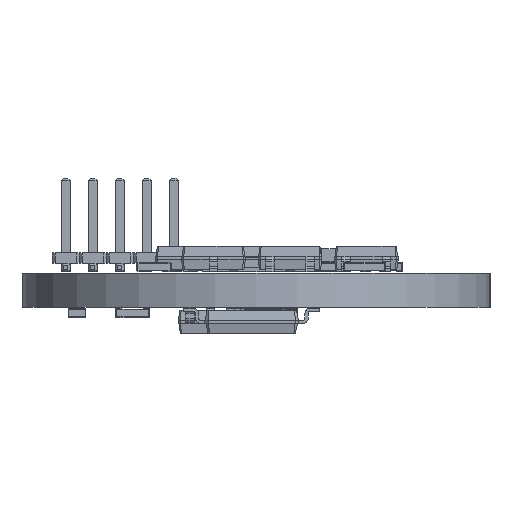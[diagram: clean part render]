
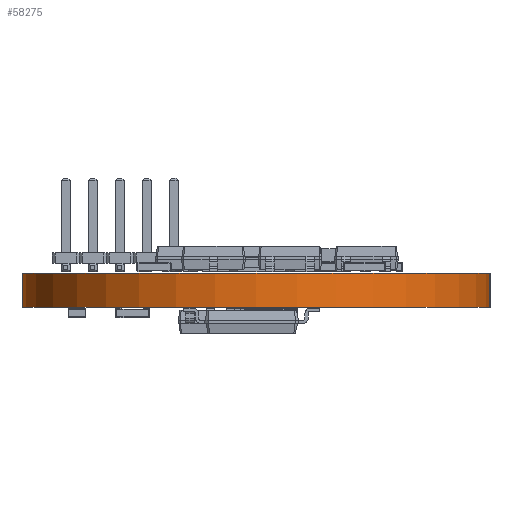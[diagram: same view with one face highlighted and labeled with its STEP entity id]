
A CAD part, left-side view. The second image highlights one B-rep face of the part: STEP entity #58275.
In plain terms, the highlighted cylindrical face has radius 11 mm (diameter 22 mm), a partial arc.
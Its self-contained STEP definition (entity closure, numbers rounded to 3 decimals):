
#57521 = PLANE('',#57522);
#57522 = AXIS2_PLACEMENT_3D('',#57523,#57524,#57525);
#57523 = CARTESIAN_POINT('',(101.,-121.,0.));
#57524 = DIRECTION('',(0.,1.,0.));
#57525 = DIRECTION('',(1.,0.,0.));
#57550 = PLANE('',#57551);
#57551 = AXIS2_PLACEMENT_3D('',#57552,#57553,#57554);
#57552 = CARTESIAN_POINT('',(140.,-110.,1.6));
#57553 = DIRECTION('',(0.,0.,1.));
#57554 = DIRECTION('',(1.,0.,0.));
#57578 = PLANE('',#57579);
#57579 = AXIS2_PLACEMENT_3D('',#57580,#57581,#57582);
#57580 = CARTESIAN_POINT('',(179.,-99.,0.));
#57581 = DIRECTION('',(0.,-1.,0.));
#57582 = DIRECTION('',(-1.,0.,0.));
#57605 = PLANE('',#57606);
#57606 = AXIS2_PLACEMENT_3D('',#57607,#57608,#57609);
#57607 = CARTESIAN_POINT('',(140.,-110.,0.));
#57608 = DIRECTION('',(0.,0.,1.));
#57609 = DIRECTION('',(1.,0.,0.));
#57620 = EDGE_CURVE('',#57621,#57623,#57625,.T.);
#57621 = VERTEX_POINT('',#57622);
#57622 = CARTESIAN_POINT('',(101.,-121.,0.));
#57623 = VERTEX_POINT('',#57624);
#57624 = CARTESIAN_POINT('',(101.,-121.,1.6));
#57625 = SURFACE_CURVE('',#57626,(#57630,#57637),.PCURVE_S1.);
#57626 = LINE('',#57627,#57628);
#57627 = CARTESIAN_POINT('',(101.,-121.,0.));
#57628 = VECTOR('',#57629,1.);
#57629 = DIRECTION('',(0.,0.,1.));
#57630 = PCURVE('',#57521,#57631);
#57631 = DEFINITIONAL_REPRESENTATION('',(#57632),#57636);
#57632 = LINE('',#57633,#57634);
#57633 = CARTESIAN_POINT('',(0.,0.));
#57634 = VECTOR('',#57635,1.);
#57635 = DIRECTION('',(0.,-1.));
#57636 = ( GEOMETRIC_REPRESENTATION_CONTEXT(2) 
PARAMETRIC_REPRESENTATION_CONTEXT() REPRESENTATION_CONTEXT('2D SPACE',''
  ) );
#57637 = PCURVE('',#57638,#57643);
#57638 = CYLINDRICAL_SURFACE('',#57639,11.);
#57639 = AXIS2_PLACEMENT_3D('',#57640,#57641,#57642);
#57640 = CARTESIAN_POINT('',(101.,-110.,0.));
#57641 = DIRECTION('',(0.,0.,-1.));
#57642 = DIRECTION('',(1.,0.,0.));
#57643 = DEFINITIONAL_REPRESENTATION('',(#57644),#57648);
#57644 = LINE('',#57645,#57646);
#57645 = CARTESIAN_POINT('',(-4.712,0.));
#57646 = VECTOR('',#57647,1.);
#57647 = DIRECTION('',(0.,-1.));
#57648 = ( GEOMETRIC_REPRESENTATION_CONTEXT(2) 
PARAMETRIC_REPRESENTATION_CONTEXT() REPRESENTATION_CONTEXT('2D SPACE',''
  ) );
#57698 = VERTEX_POINT('',#57699);
#57699 = CARTESIAN_POINT('',(101.,-99.,1.6));
#57720 = EDGE_CURVE('',#57721,#57698,#57723,.T.);
#57721 = VERTEX_POINT('',#57722);
#57722 = CARTESIAN_POINT('',(101.,-99.,0.));
#57723 = SURFACE_CURVE('',#57724,(#57728,#57735),.PCURVE_S1.);
#57724 = LINE('',#57725,#57726);
#57725 = CARTESIAN_POINT('',(101.,-99.,0.));
#57726 = VECTOR('',#57727,1.);
#57727 = DIRECTION('',(0.,0.,1.));
#57728 = PCURVE('',#57578,#57729);
#57729 = DEFINITIONAL_REPRESENTATION('',(#57730),#57734);
#57730 = LINE('',#57731,#57732);
#57731 = CARTESIAN_POINT('',(78.,0.));
#57732 = VECTOR('',#57733,1.);
#57733 = DIRECTION('',(0.,-1.));
#57734 = ( GEOMETRIC_REPRESENTATION_CONTEXT(2) 
PARAMETRIC_REPRESENTATION_CONTEXT() REPRESENTATION_CONTEXT('2D SPACE',''
  ) );
#57735 = PCURVE('',#57638,#57736);
#57736 = DEFINITIONAL_REPRESENTATION('',(#57737),#57741);
#57737 = LINE('',#57738,#57739);
#57738 = CARTESIAN_POINT('',(-1.571,0.));
#57739 = VECTOR('',#57740,1.);
#57740 = DIRECTION('',(0.,-1.));
#57741 = ( GEOMETRIC_REPRESENTATION_CONTEXT(2) 
PARAMETRIC_REPRESENTATION_CONTEXT() REPRESENTATION_CONTEXT('2D SPACE',''
  ) );
#57769 = EDGE_CURVE('',#57721,#57621,#57770,.T.);
#57770 = SURFACE_CURVE('',#57771,(#57776,#57783),.PCURVE_S1.);
#57771 = CIRCLE('',#57772,11.);
#57772 = AXIS2_PLACEMENT_3D('',#57773,#57774,#57775);
#57773 = CARTESIAN_POINT('',(101.,-110.,0.));
#57774 = DIRECTION('',(0.,0.,1.));
#57775 = DIRECTION('',(1.,0.,0.));
#57776 = PCURVE('',#57605,#57777);
#57777 = DEFINITIONAL_REPRESENTATION('',(#57778),#57782);
#57778 = CIRCLE('',#57779,11.);
#57779 = AXIS2_PLACEMENT_2D('',#57780,#57781);
#57780 = CARTESIAN_POINT('',(-39.,0.));
#57781 = DIRECTION('',(1.,0.));
#57782 = ( GEOMETRIC_REPRESENTATION_CONTEXT(2) 
PARAMETRIC_REPRESENTATION_CONTEXT() REPRESENTATION_CONTEXT('2D SPACE',''
  ) );
#57783 = PCURVE('',#57638,#57784);
#57784 = DEFINITIONAL_REPRESENTATION('',(#57785),#57789);
#57785 = LINE('',#57786,#57787);
#57786 = CARTESIAN_POINT('',(0.,0.));
#57787 = VECTOR('',#57788,1.);
#57788 = DIRECTION('',(-1.,0.));
#57789 = ( GEOMETRIC_REPRESENTATION_CONTEXT(2) 
PARAMETRIC_REPRESENTATION_CONTEXT() REPRESENTATION_CONTEXT('2D SPACE',''
  ) );
#58045 = EDGE_CURVE('',#57698,#57623,#58046,.T.);
#58046 = SURFACE_CURVE('',#58047,(#58052,#58059),.PCURVE_S1.);
#58047 = CIRCLE('',#58048,11.);
#58048 = AXIS2_PLACEMENT_3D('',#58049,#58050,#58051);
#58049 = CARTESIAN_POINT('',(101.,-110.,1.6));
#58050 = DIRECTION('',(0.,0.,1.));
#58051 = DIRECTION('',(1.,0.,0.));
#58052 = PCURVE('',#57550,#58053);
#58053 = DEFINITIONAL_REPRESENTATION('',(#58054),#58058);
#58054 = CIRCLE('',#58055,11.);
#58055 = AXIS2_PLACEMENT_2D('',#58056,#58057);
#58056 = CARTESIAN_POINT('',(-39.,0.));
#58057 = DIRECTION('',(1.,0.));
#58058 = ( GEOMETRIC_REPRESENTATION_CONTEXT(2) 
PARAMETRIC_REPRESENTATION_CONTEXT() REPRESENTATION_CONTEXT('2D SPACE',''
  ) );
#58059 = PCURVE('',#57638,#58060);
#58060 = DEFINITIONAL_REPRESENTATION('',(#58061),#58065);
#58061 = LINE('',#58062,#58063);
#58062 = CARTESIAN_POINT('',(0.,-1.6));
#58063 = VECTOR('',#58064,1.);
#58064 = DIRECTION('',(-1.,0.));
#58065 = ( GEOMETRIC_REPRESENTATION_CONTEXT(2) 
PARAMETRIC_REPRESENTATION_CONTEXT() REPRESENTATION_CONTEXT('2D SPACE',''
  ) );
#58275 = ADVANCED_FACE('',(#58276),#57638,.T.);
#58276 = FACE_BOUND('',#58277,.F.);
#58277 = EDGE_LOOP('',(#58278,#58279,#58280,#58281));
#58278 = ORIENTED_EDGE('',*,*,#57720,.T.);
#58279 = ORIENTED_EDGE('',*,*,#58045,.T.);
#58280 = ORIENTED_EDGE('',*,*,#57620,.F.);
#58281 = ORIENTED_EDGE('',*,*,#57769,.F.);
